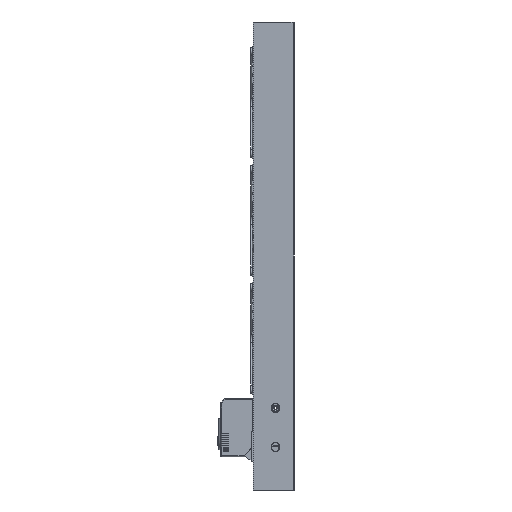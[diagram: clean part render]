
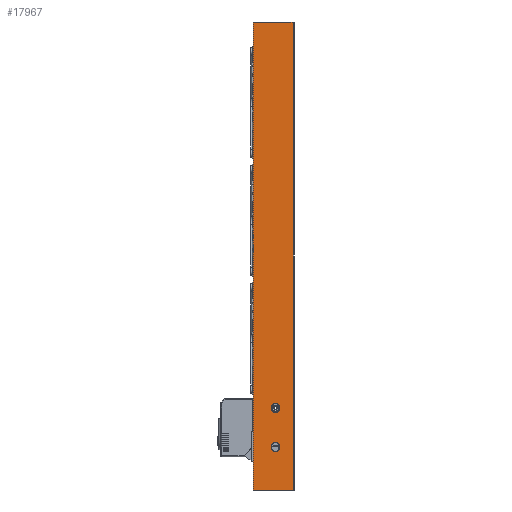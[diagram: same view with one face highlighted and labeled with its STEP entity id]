
A CAD part, left-side view. The second image highlights one B-rep face of the part: STEP entity #17967.
In plain terms, the highlighted planar face has unit normal (-1, 0, 0).
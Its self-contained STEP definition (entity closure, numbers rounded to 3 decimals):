
#473 = CARTESIAN_POINT ( 'NONE',  ( -70., 41., -480. ) ) ;
#1208 = EDGE_CURVE ( 'NONE', #18348, #21860, #4741, .T. ) ;
#1245 = VERTEX_POINT ( 'NONE', #12660 ) ;
#1466 = LINE ( 'NONE', #8793, #16198 ) ;
#1911 = AXIS2_PLACEMENT_3D ( 'NONE', #14353, #6792, #17459 ) ;
#1913 = DIRECTION ( 'NONE',  ( 0., -1., 0. ) ) ;
#2369 = PLANE ( 'NONE',  #5322 ) ;
#2595 = VERTEX_POINT ( 'NONE', #6396 ) ;
#2639 = EDGE_LOOP ( 'NONE', ( #3944, #16499, #16750, #13284 ) ) ;
#3120 = DIRECTION ( 'NONE',  ( 0., -1., 0. ) ) ;
#3460 = CARTESIAN_POINT ( 'NONE',  ( -70., 41., -480. ) ) ;
#3501 = CARTESIAN_POINT ( 'NONE',  ( -70., 18., -436. ) ) ;
#3944 = ORIENTED_EDGE ( 'NONE', *, *, #11908, .F. ) ;
#4490 = CARTESIAN_POINT ( 'NONE',  ( -70., 41., -480. ) ) ;
#4741 = LINE ( 'NONE', #11946, #16347 ) ;
#4748 = CARTESIAN_POINT ( 'NONE',  ( -70., 0., 0. ) ) ;
#4751 = ORIENTED_EDGE ( 'NONE', *, *, #8423, .F. ) ;
#4915 = EDGE_LOOP ( 'NONE', ( #4751 ) ) ;
#5017 = DIRECTION ( 'NONE',  ( 0., 0., 1. ) ) ;
#5133 = CARTESIAN_POINT ( 'NONE',  ( -70., 0., -480. ) ) ;
#5322 = AXIS2_PLACEMENT_3D ( 'NONE', #4490, #15373, #7697 ) ;
#6088 = CIRCLE ( 'NONE', #1911, 4.5 ) ;
#6116 = EDGE_LOOP ( 'NONE', ( #15424 ) ) ;
#6396 = CARTESIAN_POINT ( 'NONE',  ( -70., 18., -391.5 ) ) ;
#6401 = EDGE_CURVE ( 'NONE', #18348, #1245, #16145, .T. ) ;
#6792 = DIRECTION ( 'NONE',  ( -1., 0., 0. ) ) ;
#6956 = DIRECTION ( 'NONE',  ( -1., 0., 0. ) ) ;
#7121 = VERTEX_POINT ( 'NONE', #21476 ) ;
#7697 = DIRECTION ( 'NONE',  ( 0., 0., 1. ) ) ;
#8423 = EDGE_CURVE ( 'NONE', #7121, #7121, #15431, .T. ) ;
#8793 = CARTESIAN_POINT ( 'NONE',  ( -70., 41., 0. ) ) ;
#9468 = FACE_BOUND ( 'NONE', #6116, .T. ) ;
#10447 = LINE ( 'NONE', #5133, #15139 ) ;
#10744 = CARTESIAN_POINT ( 'NONE',  ( -70., 41., 0. ) ) ;
#11908 = EDGE_CURVE ( 'NONE', #21860, #13367, #1466, .T. ) ;
#11946 = CARTESIAN_POINT ( 'NONE',  ( -70., 41., -480. ) ) ;
#12660 = CARTESIAN_POINT ( 'NONE',  ( -70., 0., -480. ) ) ;
#13284 = ORIENTED_EDGE ( 'NONE', *, *, #18801, .T. ) ;
#13367 = VERTEX_POINT ( 'NONE', #4748 ) ;
#14353 = CARTESIAN_POINT ( 'NONE',  ( -70., 18., -396. ) ) ;
#15139 = VECTOR ( 'NONE', #5017, 1000. ) ;
#15373 = DIRECTION ( 'NONE',  ( -1., 0., 0. ) ) ;
#15382 = AXIS2_PLACEMENT_3D ( 'NONE', #3501, #6956, #18499 ) ;
#15424 = ORIENTED_EDGE ( 'NONE', *, *, #18806, .F. ) ;
#15431 = CIRCLE ( 'NONE', #15382, 4.5 ) ;
#16145 = LINE ( 'NONE', #3460, #19516 ) ;
#16198 = VECTOR ( 'NONE', #3120, 1000. ) ;
#16347 = VECTOR ( 'NONE', #21242, 1000. ) ;
#16499 = ORIENTED_EDGE ( 'NONE', *, *, #1208, .F. ) ;
#16750 = ORIENTED_EDGE ( 'NONE', *, *, #6401, .T. ) ;
#17459 = DIRECTION ( 'NONE',  ( 0., 0., 1. ) ) ;
#17967 = ADVANCED_FACE ( 'NONE', ( #22289, #9468, #22172 ), #2369, .T. ) ;
#18348 = VERTEX_POINT ( 'NONE', #473 ) ;
#18499 = DIRECTION ( 'NONE',  ( 0., 0., 1. ) ) ;
#18801 = EDGE_CURVE ( 'NONE', #1245, #13367, #10447, .T. ) ;
#18806 = EDGE_CURVE ( 'NONE', #2595, #2595, #6088, .T. ) ;
#19516 = VECTOR ( 'NONE', #1913, 1000. ) ;
#21242 = DIRECTION ( 'NONE',  ( 0., 0., 1. ) ) ;
#21476 = CARTESIAN_POINT ( 'NONE',  ( -70., 18., -431.5 ) ) ;
#21860 = VERTEX_POINT ( 'NONE', #10744 ) ;
#22172 = FACE_OUTER_BOUND ( 'NONE', #2639, .T. ) ;
#22289 = FACE_BOUND ( 'NONE', #4915, .T. ) ;
